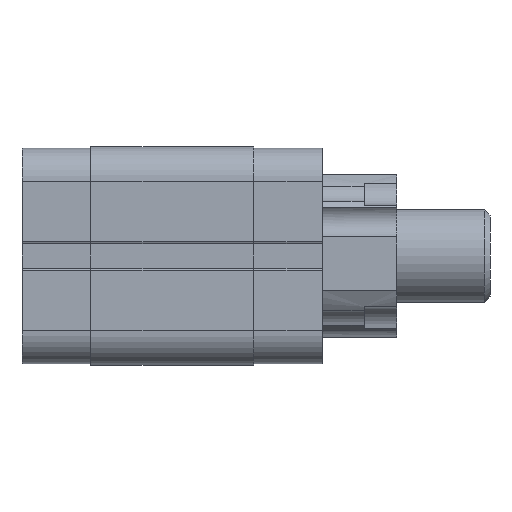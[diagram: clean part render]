
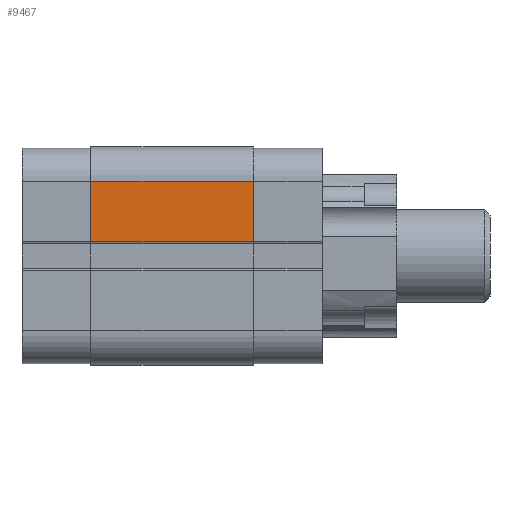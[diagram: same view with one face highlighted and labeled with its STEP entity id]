
A CAD part, front view. The second image highlights one B-rep face of the part: STEP entity #9467.
In plain terms, the highlighted planar face has unit normal (0, -1, 0).
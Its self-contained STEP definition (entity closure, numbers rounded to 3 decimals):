
#9409=CARTESIAN_POINT('',(0.,-23.5,16.));
#9410=VERTEX_POINT('',#9409);
#9418=CARTESIAN_POINT('',(35.,-23.5,16.));
#9419=VERTEX_POINT('',#9418);
#9420=CARTESIAN_POINT('',(35.,-23.5,16.));
#9421=DIRECTION('',(-1.,0.,0.));
#9422=VECTOR('',#9421,35.);
#9423=LINE('',#9420,#9422);
#9424=EDGE_CURVE('',#9419,#9410,#9423,.T.);
#9437=CARTESIAN_POINT('',(35.,-23.5,16.));
#9438=DIRECTION('',(0.,1.,0.));
#9439=DIRECTION('',(0.,0.,1.));
#9440=AXIS2_PLACEMENT_3D('',#9437,#9438,#9439);
#9441=PLANE('',#9440);
#9442=CARTESIAN_POINT('',(0.,-23.5,3.075));
#9443=VERTEX_POINT('',#9442);
#9444=CARTESIAN_POINT('',(0.,-23.5,16.));
#9445=DIRECTION('',(0.,0.,-1.));
#9446=VECTOR('',#9445,12.925);
#9447=LINE('',#9444,#9446);
#9448=EDGE_CURVE('',#9410,#9443,#9447,.T.);
#9449=ORIENTED_EDGE('',*,*,#9448,.T.);
#9450=CARTESIAN_POINT('',(35.,-23.5,3.075));
#9451=VERTEX_POINT('',#9450);
#9452=CARTESIAN_POINT('',(35.,-23.5,3.075));
#9453=DIRECTION('',(-1.,0.,0.));
#9454=VECTOR('',#9453,35.);
#9455=LINE('',#9452,#9454);
#9456=EDGE_CURVE('',#9451,#9443,#9455,.T.);
#9457=ORIENTED_EDGE('',*,*,#9456,.F.);
#9458=CARTESIAN_POINT('',(35.,-23.5,16.));
#9459=DIRECTION('',(0.,0.,-1.));
#9460=VECTOR('',#9459,12.925);
#9461=LINE('',#9458,#9460);
#9462=EDGE_CURVE('',#9419,#9451,#9461,.T.);
#9463=ORIENTED_EDGE('',*,*,#9462,.F.);
#9464=ORIENTED_EDGE('',*,*,#9424,.T.);
#9465=EDGE_LOOP('',(#9449,#9457,#9463,#9464));
#9466=FACE_BOUND('',#9465,.T.);
#9467=ADVANCED_FACE('',(#9466),#9441,.F.);
